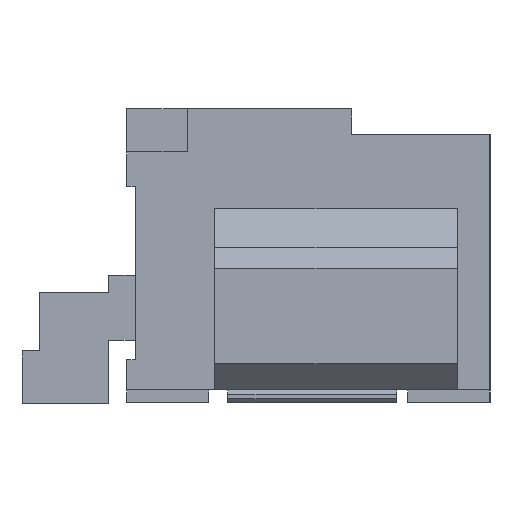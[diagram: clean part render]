
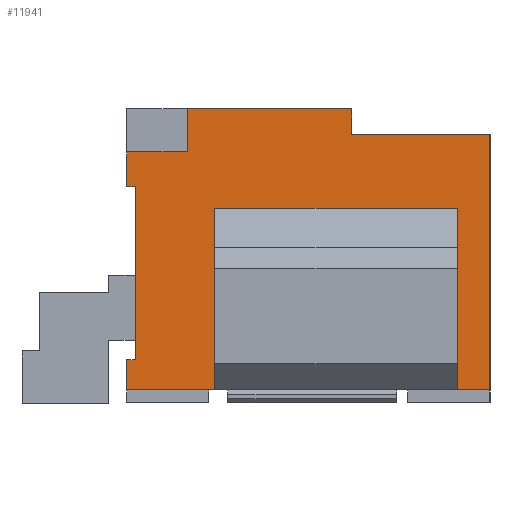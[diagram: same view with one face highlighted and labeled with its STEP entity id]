
A CAD part, left-side view. The second image highlights one B-rep face of the part: STEP entity #11941.
In plain terms, the highlighted planar face has unit normal (-1, 0, 0).
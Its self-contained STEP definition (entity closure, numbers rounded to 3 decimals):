
#1834=ORIENTED_EDGE('',*,*,#3015,.F.);
#1835=ORIENTED_EDGE('',*,*,#3371,.T.);
#1836=ORIENTED_EDGE('',*,*,#3354,.F.);
#1837=ORIENTED_EDGE('',*,*,#3339,.F.);
#1838=ORIENTED_EDGE('',*,*,#3308,.T.);
#1839=ORIENTED_EDGE('',*,*,#3287,.F.);
#1840=ORIENTED_EDGE('',*,*,#3283,.T.);
#1841=ORIENTED_EDGE('',*,*,#3311,.T.);
#1842=ORIENTED_EDGE('',*,*,#3100,.F.);
#1843=ORIENTED_EDGE('',*,*,#3312,.F.);
#1844=ORIENTED_EDGE('',*,*,#3104,.F.);
#1845=ORIENTED_EDGE('',*,*,#3483,.T.);
#1846=ORIENTED_EDGE('',*,*,#3022,.F.);
#1847=ORIENTED_EDGE('',*,*,#3330,.T.);
#1848=ORIENTED_EDGE('',*,*,#3328,.T.);
#1849=ORIENTED_EDGE('',*,*,#3067,.T.);
#3015=EDGE_CURVE('',#4097,#4098,#5075,.T.);
#3022=EDGE_CURVE('',#4104,#4105,#5082,.T.);
#3067=EDGE_CURVE('',#4143,#4098,#5127,.T.);
#3100=EDGE_CURVE('',#4163,#4164,#5160,.T.);
#3104=EDGE_CURVE('',#4167,#4168,#5164,.T.);
#3283=EDGE_CURVE('',#4300,#4299,#5343,.T.);
#3287=EDGE_CURVE('',#4300,#4303,#5347,.T.);
#3308=EDGE_CURVE('',#4304,#4303,#5368,.T.);
#3311=EDGE_CURVE('',#4299,#4164,#5371,.T.);
#3312=EDGE_CURVE('',#4168,#4163,#5372,.T.);
#3328=EDGE_CURVE('',#4313,#4143,#5388,.T.);
#3330=EDGE_CURVE('',#4104,#4313,#5390,.T.);
#3339=EDGE_CURVE('',#4304,#4319,#5399,.T.);
#3354=EDGE_CURVE('',#4319,#4329,#5414,.T.);
#3371=EDGE_CURVE('',#4097,#4329,#5431,.T.);
#3483=EDGE_CURVE('',#4167,#4105,#5543,.T.);
#4097=VERTEX_POINT('',#15729);
#4098=VERTEX_POINT('',#15731);
#4104=VERTEX_POINT('',#15743);
#4105=VERTEX_POINT('',#15745);
#4143=VERTEX_POINT('',#15838);
#4163=VERTEX_POINT('',#15903);
#4164=VERTEX_POINT('',#15904);
#4167=VERTEX_POINT('',#15912);
#4168=VERTEX_POINT('',#15913);
#4299=VERTEX_POINT('',#16286);
#4300=VERTEX_POINT('',#16288);
#4303=VERTEX_POINT('',#16296);
#4304=VERTEX_POINT('',#16300);
#4313=VERTEX_POINT('',#16354);
#4319=VERTEX_POINT('',#16378);
#4329=VERTEX_POINT('',#16408);
#5075=LINE('',#15730,#6315);
#5082=LINE('',#15744,#6322);
#5127=LINE('',#15837,#6367);
#5160=LINE('',#15902,#6400);
#5164=LINE('',#15911,#6404);
#5343=LINE('',#16287,#6583);
#5347=LINE('',#16295,#6587);
#5368=LINE('',#16321,#6608);
#5371=LINE('',#16326,#6611);
#5372=LINE('',#16328,#6612);
#5388=LINE('',#16357,#6628);
#5390=LINE('',#16361,#6630);
#5399=LINE('',#16377,#6639);
#5414=LINE('',#16407,#6654);
#5431=LINE('',#16440,#6671);
#5543=LINE('',#16659,#6783);
#6315=VECTOR('',#13407,1000.);
#6322=VECTOR('',#13414,1000.);
#6367=VECTOR('',#13479,1000.);
#6400=VECTOR('',#13536,1000.);
#6404=VECTOR('',#13542,1000.);
#6583=VECTOR('',#13849,1000.);
#6587=VECTOR('',#13855,1000.);
#6608=VECTOR('',#13878,1000.);
#6611=VECTOR('',#13885,1000.);
#6612=VECTOR('',#13888,1000.);
#6628=VECTOR('',#13914,1000.);
#6630=VECTOR('',#13920,1000.);
#6639=VECTOR('',#13935,1000.);
#6654=VECTOR('',#13960,1000.);
#6671=VECTOR('',#13991,1000.);
#6783=VECTOR('',#14151,1000.);
#7389=EDGE_LOOP('',(#1834,#1835,#1836,#1837,#1838,#1839,#1840,#1841,#1842,
#1843,#1844,#1845,#1846,#1847,#1848,#1849));
#7871=FACE_BOUND('',#7389,.T.);
#8323=PLANE('',#12400);
#11941=ADVANCED_FACE('',(#7871),#8323,.T.);
#12400=AXIS2_PLACEMENT_3D('',#16658,#14149,#14150);
#13407=DIRECTION('',(0.,1.,0.));
#13414=DIRECTION('',(0.,1.,0.));
#13479=DIRECTION('',(0.,0.,-1.));
#13536=DIRECTION('',(0.,1.,0.));
#13542=DIRECTION('',(0.,-1.,0.));
#13849=DIRECTION('',(0.,1.,0.));
#13855=DIRECTION('',(0.,0.,1.));
#13878=DIRECTION('',(0.,1.,0.));
#13885=DIRECTION('',(0.,0.,-1.));
#13888=DIRECTION('',(0.,0.,1.));
#13914=DIRECTION('',(0.,-1.,0.));
#13920=DIRECTION('',(0.,0.,1.));
#13935=DIRECTION('',(0.,0.,-1.));
#13960=DIRECTION('',(0.,-1.,0.));
#13991=DIRECTION('',(0.,0.,1.));
#14149=DIRECTION('',(-1.,0.,0.));
#14150=DIRECTION('',(0.,0.,1.));
#14151=DIRECTION('',(0.,0.,-1.));
#15729=CARTESIAN_POINT('',(-10.25,-2.1,-1.55));
#15730=CARTESIAN_POINT('',(-10.25,0.,-1.55));
#15731=CARTESIAN_POINT('',(-10.25,-1.72,-1.55));
#15743=CARTESIAN_POINT('',(-10.25,1.08,-1.55));
#15744=CARTESIAN_POINT('',(-10.25,0.,-1.55));
#15745=CARTESIAN_POINT('',(-10.25,2.1,-1.55));
#15837=CARTESIAN_POINT('',(-10.25,-1.72,0.1));
#15838=CARTESIAN_POINT('',(-10.25,-1.72,0.55));
#15902=CARTESIAN_POINT('',(-10.25,0.,0.8));
#15903=CARTESIAN_POINT('',(-10.25,2.,0.8));
#15904=CARTESIAN_POINT('',(-10.25,2.1,0.8));
#15911=CARTESIAN_POINT('',(-10.25,0.,-1.2));
#15912=CARTESIAN_POINT('',(-10.25,2.1,-1.2));
#15913=CARTESIAN_POINT('',(-10.25,2.,-1.2));
#16286=CARTESIAN_POINT('',(-10.25,2.1,1.2));
#16287=CARTESIAN_POINT('',(-10.25,1.4,1.2));
#16288=CARTESIAN_POINT('',(-10.25,1.4,1.2));
#16295=CARTESIAN_POINT('',(-10.25,1.4,1.2));
#16296=CARTESIAN_POINT('',(-10.25,1.4,1.7));
#16300=CARTESIAN_POINT('',(-10.25,-0.5,1.7));
#16321=CARTESIAN_POINT('',(-10.25,-2.1,1.7));
#16326=CARTESIAN_POINT('',(-10.25,2.1,1.7));
#16328=CARTESIAN_POINT('',(-10.25,2.,0.));
#16354=CARTESIAN_POINT('',(-10.25,1.08,0.55));
#16357=CARTESIAN_POINT('',(-10.25,-1.72,0.55));
#16361=CARTESIAN_POINT('',(-10.25,1.08,-1.7));
#16377=CARTESIAN_POINT('',(-10.25,-0.5,0.));
#16378=CARTESIAN_POINT('',(-10.25,-0.5,1.4));
#16407=CARTESIAN_POINT('',(-10.25,0.,1.4));
#16408=CARTESIAN_POINT('',(-10.25,-2.1,1.4));
#16440=CARTESIAN_POINT('',(-10.25,-2.1,-1.7));
#16658=CARTESIAN_POINT('',(-10.25,0.,0.));
#16659=CARTESIAN_POINT('',(-10.25,2.1,1.7));
